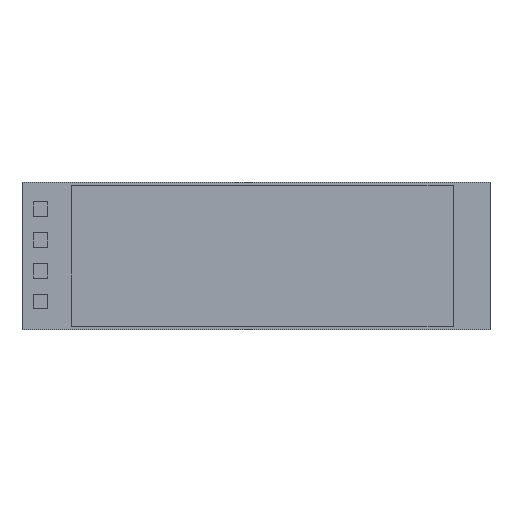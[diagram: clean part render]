
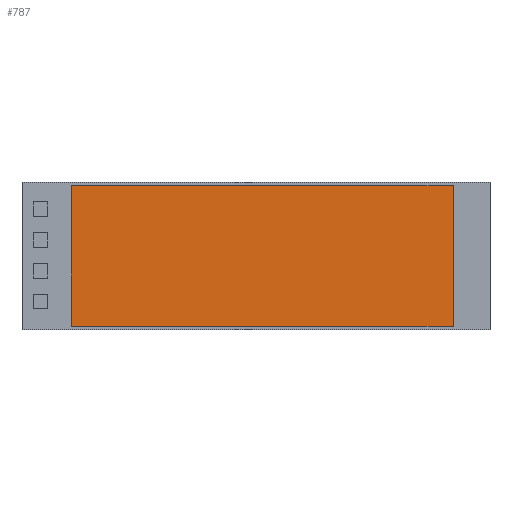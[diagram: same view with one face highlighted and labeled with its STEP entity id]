
A CAD part, top view. The second image highlights one B-rep face of the part: STEP entity #787.
In plain terms, the highlighted planar face has unit normal (0, 0, 1).
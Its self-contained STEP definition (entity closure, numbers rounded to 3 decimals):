
#118 = VECTOR ( 'NONE', #975, 1000. ) ;
#278 = EDGE_CURVE ( 'NONE', #2139, #319, #1462, .T. ) ;
#290 = CARTESIAN_POINT ( 'NONE',  ( 16., -5.7, 3. ) ) ;
#299 = DIRECTION ( 'NONE',  ( -1., 0., 0. ) ) ;
#308 = AXIS2_PLACEMENT_3D ( 'NONE', #607, #1124, #299 ) ;
#319 = VERTEX_POINT ( 'NONE', #2197 ) ;
#413 = EDGE_LOOP ( 'NONE', ( #457, #2089, #634, #660 ) ) ;
#457 = ORIENTED_EDGE ( 'NONE', *, *, #903, .T. ) ;
#492 = DIRECTION ( 'NONE',  ( 0., 1., 0. ) ) ;
#587 = VECTOR ( 'NONE', #492, 1000. ) ;
#607 = CARTESIAN_POINT ( 'NONE',  ( 0., 0., 3. ) ) ;
#634 = ORIENTED_EDGE ( 'NONE', *, *, #807, .T. ) ;
#660 = ORIENTED_EDGE ( 'NONE', *, *, #862, .T. ) ;
#665 = VERTEX_POINT ( 'NONE', #1257 ) ;
#694 = VERTEX_POINT ( 'NONE', #1314 ) ;
#758 = VECTOR ( 'NONE', #2007, 1000. ) ;
#768 = VECTOR ( 'NONE', #987, 1000. ) ;
#774 = LINE ( 'NONE', #290, #118 ) ;
#787 = ADVANCED_FACE ( 'NONE', ( #1822 ), #1674, .F. ) ;
#807 = EDGE_CURVE ( 'NONE', #319, #665, #2001, .T. ) ;
#862 = EDGE_CURVE ( 'NONE', #665, #694, #774, .T. ) ;
#903 = EDGE_CURVE ( 'NONE', #694, #2139, #2244, .T. ) ;
#975 = DIRECTION ( 'NONE',  ( 1., 0., 0. ) ) ;
#987 = DIRECTION ( 'NONE',  ( 0., -1., 0. ) ) ;
#996 = CARTESIAN_POINT ( 'NONE',  ( 16., 5.7, 3. ) ) ;
#1124 = DIRECTION ( 'NONE',  ( 0., 0., -1. ) ) ;
#1224 = CARTESIAN_POINT ( 'NONE',  ( 16., 5.7, 3. ) ) ;
#1257 = CARTESIAN_POINT ( 'NONE',  ( -15., -5.7, 3. ) ) ;
#1314 = CARTESIAN_POINT ( 'NONE',  ( 16., -5.7, 3. ) ) ;
#1349 = CARTESIAN_POINT ( 'NONE',  ( -15., 5.7, 3. ) ) ;
#1462 = LINE ( 'NONE', #1978, #758 ) ;
#1674 = PLANE ( 'NONE',  #308 ) ;
#1822 = FACE_OUTER_BOUND ( 'NONE', #413, .T. ) ;
#1978 = CARTESIAN_POINT ( 'NONE',  ( 16., 5.7, 3. ) ) ;
#2001 = LINE ( 'NONE', #1349, #768 ) ;
#2007 = DIRECTION ( 'NONE',  ( -1., 0., 0. ) ) ;
#2089 = ORIENTED_EDGE ( 'NONE', *, *, #278, .T. ) ;
#2139 = VERTEX_POINT ( 'NONE', #996 ) ;
#2197 = CARTESIAN_POINT ( 'NONE',  ( -15., 5.7, 3. ) ) ;
#2244 = LINE ( 'NONE', #1224, #587 ) ;
